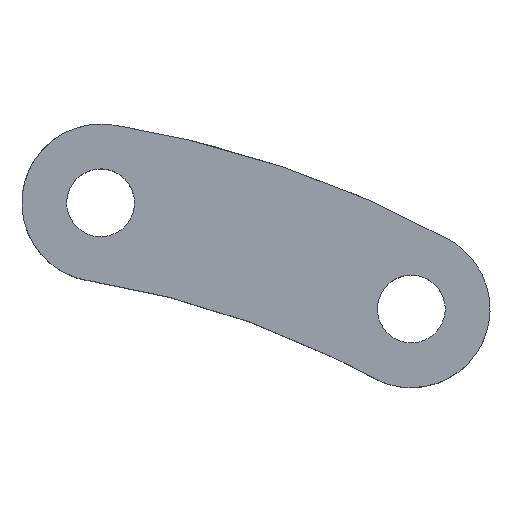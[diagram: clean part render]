
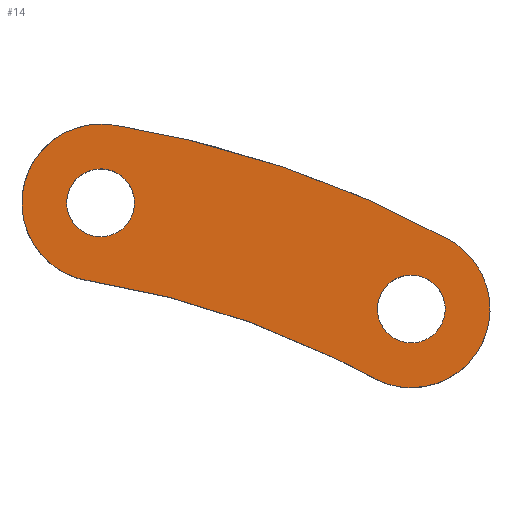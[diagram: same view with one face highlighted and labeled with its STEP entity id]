
A CAD part, top view. The second image highlights one B-rep face of the part: STEP entity #14.
In plain terms, the highlighted planar face has unit normal (0, 0, 1).
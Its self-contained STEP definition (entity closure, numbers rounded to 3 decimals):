
#14=ADVANCED_FACE('',(#30,#26,#27),#215,.T.);
#26=FACE_BOUND('',#43,.T.);
#27=FACE_BOUND('',#44,.T.);
#30=FACE_OUTER_BOUND('',#42,.T.);
#42=EDGE_LOOP('',(#58,#59));
#43=EDGE_LOOP('',(#60,#61));
#44=EDGE_LOOP('',(#62,#63));
#58=ORIENTED_EDGE('',*,*,#124,.T.);
#59=ORIENTED_EDGE('',*,*,#152,.T.);
#60=ORIENTED_EDGE('',*,*,#122,.T.);
#61=ORIENTED_EDGE('',*,*,#146,.T.);
#62=ORIENTED_EDGE('',*,*,#123,.T.);
#63=ORIENTED_EDGE('',*,*,#149,.T.);
#122=EDGE_CURVE('',#187,#202,#166,.T.);
#123=EDGE_CURVE('',#188,#204,#167,.T.);
#124=EDGE_CURVE('',#186,#207,#168,.T.);
#146=EDGE_CURVE('',#202,#187,#179,.T.);
#149=EDGE_CURVE('',#204,#188,#182,.T.);
#152=EDGE_CURVE('',#207,#186,#184,.T.);
#166=(
BOUNDED_CURVE()
B_SPLINE_CURVE(2,(#394,#395,#396,#397,#398),.UNSPECIFIED.,.F.,.F.)
B_SPLINE_CURVE_WITH_KNOTS((3,2,3),(-10.681,-8.011,
-5.341),.UNSPECIFIED.)
CURVE()
GEOMETRIC_REPRESENTATION_ITEM()
RATIONAL_B_SPLINE_CURVE((1.,0.707,1.,0.707,1.))
REPRESENTATION_ITEM('')
);
#167=(
BOUNDED_CURVE()
B_SPLINE_CURVE(2,(#399,#400,#401,#402,#403),.UNSPECIFIED.,.F.,.F.)
B_SPLINE_CURVE_WITH_KNOTS((3,2,3),(-10.681,-8.011,
-5.341),.UNSPECIFIED.)
CURVE()
GEOMETRIC_REPRESENTATION_ITEM()
RATIONAL_B_SPLINE_CURVE((1.,0.707,1.,0.707,1.))
REPRESENTATION_ITEM('')
);
#168=(
BOUNDED_CURVE()
B_SPLINE_CURVE(2,(#404,#405,#406,#407,#408,#409,#410),.UNSPECIFIED.,.F.,
 .F.)
B_SPLINE_CURVE_WITH_KNOTS((3,2,2,3),(25.348,43.268,
49.462,55.656),.UNSPECIFIED.)
CURVE()
GEOMETRIC_REPRESENTATION_ITEM()
RATIONAL_B_SPLINE_CURVE((1.,0.985,1.,0.708,1.,0.708,
1.))
REPRESENTATION_ITEM('')
);
#179=(
BOUNDED_CURVE()
B_SPLINE_CURVE(2,(#526,#527,#528,#529,#530),.UNSPECIFIED.,.F.,.F.)
B_SPLINE_CURVE_WITH_KNOTS((3,2,3),(-5.341,-2.67,
0.),.UNSPECIFIED.)
CURVE()
GEOMETRIC_REPRESENTATION_ITEM()
RATIONAL_B_SPLINE_CURVE((1.,0.707,1.,0.707,1.))
REPRESENTATION_ITEM('')
);
#182=(
BOUNDED_CURVE()
B_SPLINE_CURVE(2,(#538,#539,#540,#541,#542),.UNSPECIFIED.,.F.,.F.)
B_SPLINE_CURVE_WITH_KNOTS((3,2,3),(-5.341,-2.67,
0.),.UNSPECIFIED.)
CURVE()
GEOMETRIC_REPRESENTATION_ITEM()
RATIONAL_B_SPLINE_CURVE((1.,0.707,1.,0.707,1.))
REPRESENTATION_ITEM('')
);
#184=(
BOUNDED_CURVE()
B_SPLINE_CURVE(2,(#550,#551,#552,#553,#554,#555,#556),.UNSPECIFIED.,.F.,
 .F.)
B_SPLINE_CURVE_WITH_KNOTS((3,2,2,3),(55.656,70.855,
77.058,83.261),.UNSPECIFIED.)
CURVE()
GEOMETRIC_REPRESENTATION_ITEM()
RATIONAL_B_SPLINE_CURVE((1.,0.985,1.,0.707,1.,0.707,
1.))
REPRESENTATION_ITEM('')
);
#186=VERTEX_POINT('',#372);
#187=VERTEX_POINT('',#373);
#188=VERTEX_POINT('',#374);
#202=VERTEX_POINT('',#388);
#204=VERTEX_POINT('',#390);
#207=VERTEX_POINT('',#393);
#215=PLANE('',#308);
#308=AXIS2_PLACEMENT_3D('',#334,#321,$);
#321=DIRECTION('',(0.,0.,1.));
#334=CARTESIAN_POINT('',(2.883,36.441,24.));
#372=CARTESIAN_POINT('',(24.889,45.264,24.));
#373=CARTESIAN_POINT('',(9.104,47.129,24.));
#374=CARTESIAN_POINT('',(24.687,41.804,24.));
#388=CARTESIAN_POINT('',(5.704,47.129,24.));
#390=CARTESIAN_POINT('',(21.287,41.804,24.));
#393=CARTESIAN_POINT('',(6.773,43.231,24.));
#394=CARTESIAN_POINT('',(9.104,47.129,24.));
#395=CARTESIAN_POINT('',(9.104,45.429,24.));
#396=CARTESIAN_POINT('',(7.404,45.429,24.));
#397=CARTESIAN_POINT('',(5.704,45.429,24.));
#398=CARTESIAN_POINT('',(5.704,47.129,24.));
#399=CARTESIAN_POINT('',(24.687,41.804,24.));
#400=CARTESIAN_POINT('',(24.687,40.104,24.));
#401=CARTESIAN_POINT('',(22.987,40.104,24.));
#402=CARTESIAN_POINT('',(21.287,40.104,24.));
#403=CARTESIAN_POINT('',(21.287,41.804,24.));
#404=CARTESIAN_POINT('',(24.889,45.264,24.));
#405=CARTESIAN_POINT('',(16.958,49.625,24.));
#406=CARTESIAN_POINT('',(8.016,51.03,24.));
#407=CARTESIAN_POINT('',(4.124,51.641,24.));
#408=CARTESIAN_POINT('',(3.504,47.751,24.));
#409=CARTESIAN_POINT('',(2.883,43.86,24.));
#410=CARTESIAN_POINT('',(6.773,43.231,24.));
#526=CARTESIAN_POINT('',(5.704,47.129,24.));
#527=CARTESIAN_POINT('',(5.704,48.829,24.));
#528=CARTESIAN_POINT('',(7.404,48.829,24.));
#529=CARTESIAN_POINT('',(9.104,48.829,24.));
#530=CARTESIAN_POINT('',(9.104,47.129,24.));
#538=CARTESIAN_POINT('',(21.287,41.804,24.));
#539=CARTESIAN_POINT('',(21.287,43.504,24.));
#540=CARTESIAN_POINT('',(22.987,43.504,24.));
#541=CARTESIAN_POINT('',(24.687,43.504,24.));
#542=CARTESIAN_POINT('',(24.687,41.804,24.));
#550=CARTESIAN_POINT('',(6.773,43.231,24.));
#551=CARTESIAN_POINT('',(14.357,42.042,24.));
#552=CARTESIAN_POINT('',(21.084,38.343,24.));
#553=CARTESIAN_POINT('',(24.544,36.441,24.));
#554=CARTESIAN_POINT('',(26.447,39.901,24.));
#555=CARTESIAN_POINT('',(28.35,43.361,24.));
#556=CARTESIAN_POINT('',(24.889,45.264,24.));
